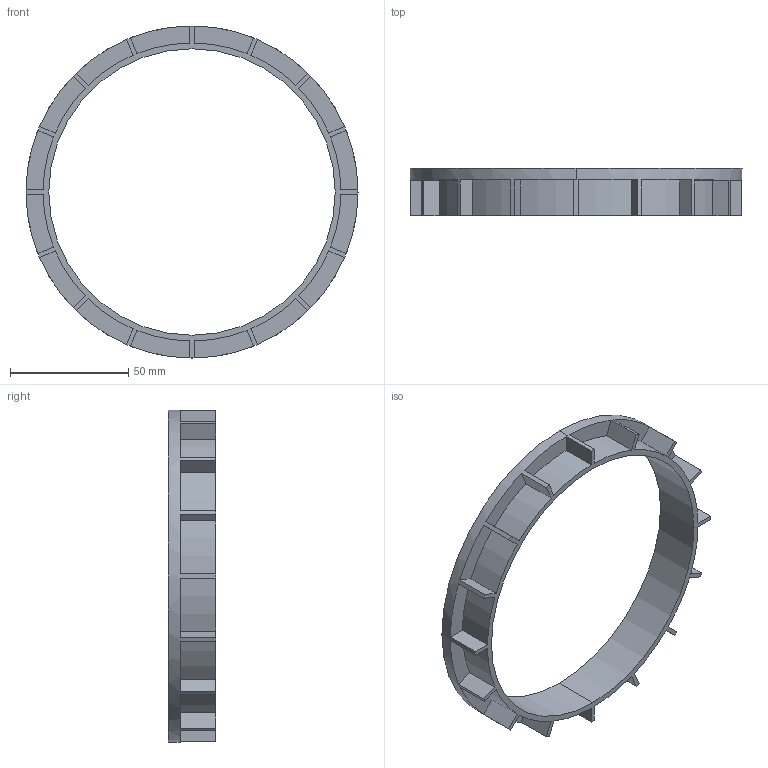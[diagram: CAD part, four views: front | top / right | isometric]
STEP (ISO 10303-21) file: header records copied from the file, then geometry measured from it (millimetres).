
FILE_DESCRIPTION((''),'2;1');
FILE_NAME('BSR02R','2023-01-06T17:29:11',('wilhelo'),(''),'CREO PARAMETRIC BY PTC INC, 2022024','CREO PARAMETRIC BY PTC INC, 2022024','');
FILE_SCHEMA(('AUTOMOTIVE_DESIGN { 1 0 10303 214 1 1 1 1 }'));
Length unit declared in the file: millimetre
Products named in the file (1): BSR02R
Bounding box: 140.2 x 20 x 140.2 mm (x, y, z)
Volume: 36760.7 mm3; surface area: 27067 mm2
Topology: 1 solids, 1 shells, 70 faces, 204 edges, 136 vertices
Faces by surface type: plane 50, cylinder 20
Entity records: 3453 total; most frequent: DIRECTION 546, CARTESIAN_POINT 501, ORIENTED_EDGE 408, COLOUR_RGB 211, EDGE_CURVE 204, AXIS2_PLACEMENT_3D 192, VERTEX_POINT 136, VECTOR 135
